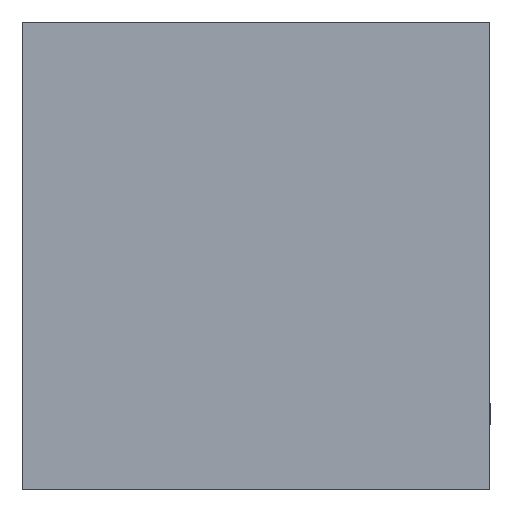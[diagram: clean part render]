
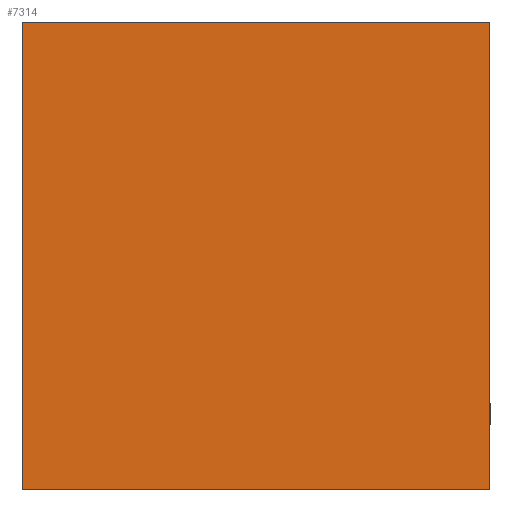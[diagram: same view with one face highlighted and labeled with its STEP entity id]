
A CAD part, left-side view. The second image highlights one B-rep face of the part: STEP entity #7314.
In plain terms, the highlighted planar face has unit normal (-1, 0, 0).
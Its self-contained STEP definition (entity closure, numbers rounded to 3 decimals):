
#962=FACE_OUTER_BOUND('',#1376,.T.);
#1376=EDGE_LOOP('',(#6399,#6400,#6401,#6402));
#1628=LINE('',#11522,#2284);
#2038=LINE('',#12794,#2694);
#2039=LINE('',#12795,#2695);
#2040=LINE('',#12796,#2696);
#2284=VECTOR('',#8019,10.);
#2694=VECTOR('',#9009,10.);
#2695=VECTOR('',#9010,10.);
#2696=VECTOR('',#9011,10.);
#3016=VERTEX_POINT('',#11515);
#3019=VERTEX_POINT('',#11520);
#3376=VERTEX_POINT('',#12792);
#3377=VERTEX_POINT('',#12793);
#3854=EDGE_CURVE('',#3019,#3016,#1628,.T.);
#4390=EDGE_CURVE('',#3376,#3377,#2038,.T.);
#4391=EDGE_CURVE('',#3377,#3016,#2039,.T.);
#4392=EDGE_CURVE('',#3376,#3019,#2040,.T.);
#6399=ORIENTED_EDGE('',*,*,#4390,.T.);
#6400=ORIENTED_EDGE('',*,*,#4391,.T.);
#6401=ORIENTED_EDGE('',*,*,#3854,.F.);
#6402=ORIENTED_EDGE('',*,*,#4392,.F.);
#6632=PLANE('',#7673);
#7314=ADVANCED_FACE('',(#962),#6632,.T.);
#7673=AXIS2_PLACEMENT_3D('',#12791,#9007,#9008);
#8019=DIRECTION('',(0.,-1.,0.));
#9007=DIRECTION('center_axis',(-1.,0.,0.));
#9008=DIRECTION('ref_axis',(0.,-1.,0.));
#9009=DIRECTION('',(0.,-1.,0.));
#9010=DIRECTION('',(0.,0.,1.));
#9011=DIRECTION('',(0.,0.,1.));
#11515=CARTESIAN_POINT('',(0.,0.,44.45));
#11520=CARTESIAN_POINT('',(0.,44.45,44.45));
#11522=CARTESIAN_POINT('',(0.,44.45,44.45));
#12791=CARTESIAN_POINT('Origin',(0.,44.45,0.));
#12792=CARTESIAN_POINT('',(0.,44.45,0.));
#12793=CARTESIAN_POINT('',(0.,0.,0.));
#12794=CARTESIAN_POINT('',(0.,44.45,0.));
#12795=CARTESIAN_POINT('',(0.,0.,0.));
#12796=CARTESIAN_POINT('',(0.,44.45,0.));
